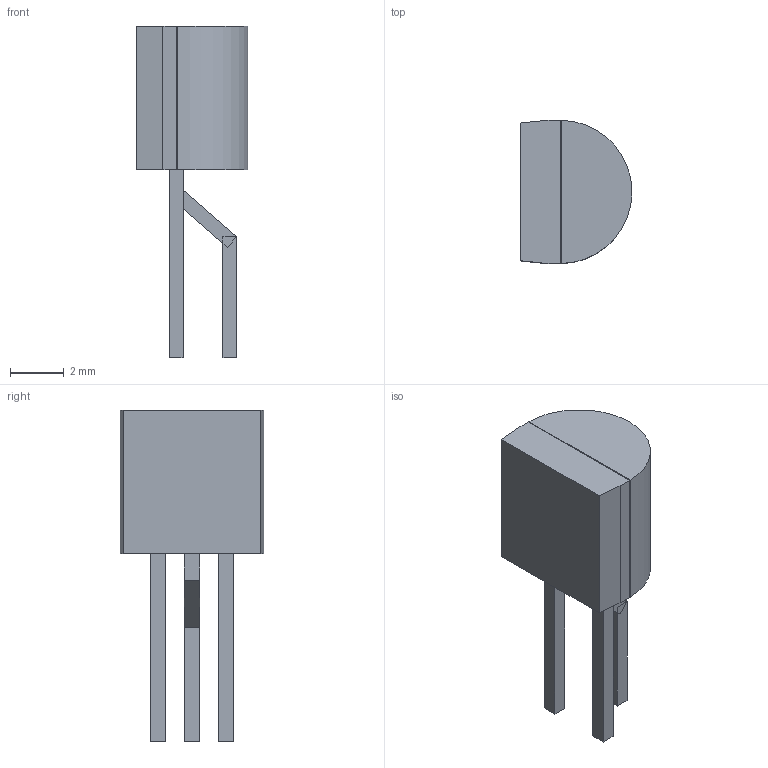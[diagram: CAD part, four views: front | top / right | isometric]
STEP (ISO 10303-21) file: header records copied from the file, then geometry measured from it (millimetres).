
FILE_DESCRIPTION(('FreeCAD Model'),'2;1');
FILE_NAME('Fusion.step','2016-02-27T22:28:22',('Author'),( ''),'Open CASCADE STEP processor 6.8','FreeCAD','Unknown');
FILE_SCHEMA(('AUTOMOTIVE_DESIGN_CC2 { 1 2 10303 214 -1 1 5 4 }'));
Length unit declared in the file: millimetre
Products named in the file (2): ASSEMBLY; Fusion
Assembly tree (1 placements, depth 2):
  ASSEMBLY
    Fusion
Bounding box: 4.16 x 5.32 x 12.33 mm (x, y, z)
Volume: 107.6 mm3; surface area: 173.2 mm2
Topology: 1 solids, 1 shells, 54 faces, 134 edges, 82 vertices
Faces by surface type: plane 53, cylinder 1
Entity records: 3746 total; most frequent: CARTESIAN_POINT 630, DIRECTION 501, LINE 372, VECTOR 372, ORIENTED_EDGE 268, PCURVE 268, DEFINITIONAL_REPRESENTATION 268, EDGE_CURVE 134
